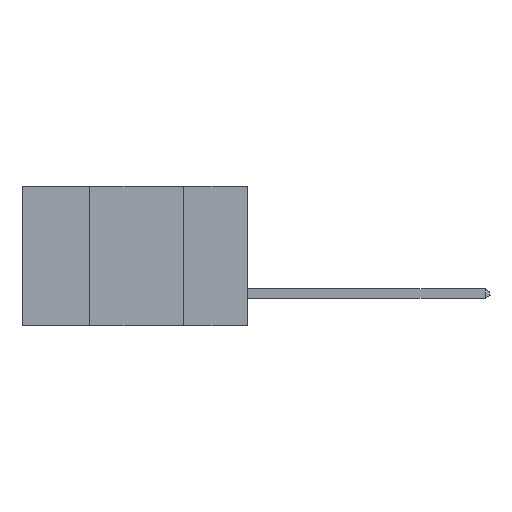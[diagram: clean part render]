
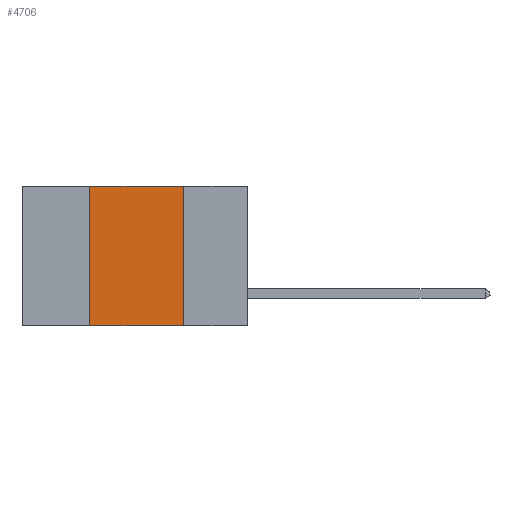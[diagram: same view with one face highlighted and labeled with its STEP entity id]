
A CAD part, left-side view. The second image highlights one B-rep face of the part: STEP entity #4706.
In plain terms, the highlighted planar face has unit normal (-1, 0, 0).
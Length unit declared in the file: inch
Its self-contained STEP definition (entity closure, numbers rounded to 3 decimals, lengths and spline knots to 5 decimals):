
#443 = CARTESIAN_POINT ( 'NONE',  ( 0., 0.6, -0.37 ) ) ;
#2970 = DIRECTION ( 'NONE',  ( 0., 0., -1. ) ) ;
#3176 = EDGE_LOOP ( 'NONE', ( #4159, #15850, #5593, #21940 ) ) ;
#3367 = VECTOR ( 'NONE', #23053, 39.37008 ) ;
#3453 = CARTESIAN_POINT ( 'NONE',  ( 0., 0.17, -0.37 ) ) ;
#4159 = ORIENTED_EDGE ( 'NONE', *, *, #20227, .F. ) ;
#4466 = EDGE_CURVE ( 'NONE', #15033, #17684, #28133, .T. ) ;
#4706 = ADVANCED_FACE ( 'NONE', ( #23680 ), #22154, .F. ) ;
#5593 = ORIENTED_EDGE ( 'NONE', *, *, #9597, .F. ) ;
#7283 = CARTESIAN_POINT ( 'NONE',  ( 0., 0.17, 0. ) ) ;
#9218 = CARTESIAN_POINT ( 'NONE',  ( 0., 0.6, 0. ) ) ;
#9252 = CARTESIAN_POINT ( 'NONE',  ( 0., 0.6, 0. ) ) ;
#9429 = CARTESIAN_POINT ( 'NONE',  ( 0., 0.42, -0.37 ) ) ;
#9597 = EDGE_CURVE ( 'NONE', #27853, #15033, #27274, .T. ) ;
#12252 = VERTEX_POINT ( 'NONE', #3453 ) ;
#12484 = VECTOR ( 'NONE', #26395, 39.37008 ) ;
#13832 = DIRECTION ( 'NONE',  ( 0., -1., 0. ) ) ;
#14620 = CARTESIAN_POINT ( 'NONE',  ( 0., 0.42, 0. ) ) ;
#15033 = VERTEX_POINT ( 'NONE', #14620 ) ;
#15562 = VECTOR ( 'NONE', #24624, 39.37008 ) ;
#15850 = ORIENTED_EDGE ( 'NONE', *, *, #4466, .F. ) ;
#15919 = LINE ( 'NONE', #7283, #15562 ) ;
#17684 = VERTEX_POINT ( 'NONE', #18330 ) ;
#18330 = CARTESIAN_POINT ( 'NONE',  ( 0., 0.17, 0. ) ) ;
#19957 = VECTOR ( 'NONE', #13832, 39.37008 ) ;
#20227 = EDGE_CURVE ( 'NONE', #17684, #12252, #15919, .T. ) ;
#20533 = AXIS2_PLACEMENT_3D ( 'NONE', #9252, #24498, #2970 ) ;
#21940 = ORIENTED_EDGE ( 'NONE', *, *, #27755, .T. ) ;
#22154 = PLANE ( 'NONE',  #20533 ) ;
#23053 = DIRECTION ( 'NONE',  ( 0., 0., 1. ) ) ;
#23245 = CARTESIAN_POINT ( 'NONE',  ( 0., 0.42, 0. ) ) ;
#23680 = FACE_OUTER_BOUND ( 'NONE', #3176, .T. ) ;
#24498 = DIRECTION ( 'NONE',  ( 1., 0., 0. ) ) ;
#24624 = DIRECTION ( 'NONE',  ( 0., 0., -1. ) ) ;
#26098 = LINE ( 'NONE', #443, #12484 ) ;
#26395 = DIRECTION ( 'NONE',  ( 0., -1., 0. ) ) ;
#27274 = LINE ( 'NONE', #23245, #3367 ) ;
#27755 = EDGE_CURVE ( 'NONE', #27853, #12252, #26098, .T. ) ;
#27853 = VERTEX_POINT ( 'NONE', #9429 ) ;
#28133 = LINE ( 'NONE', #9218, #19957 ) ;
